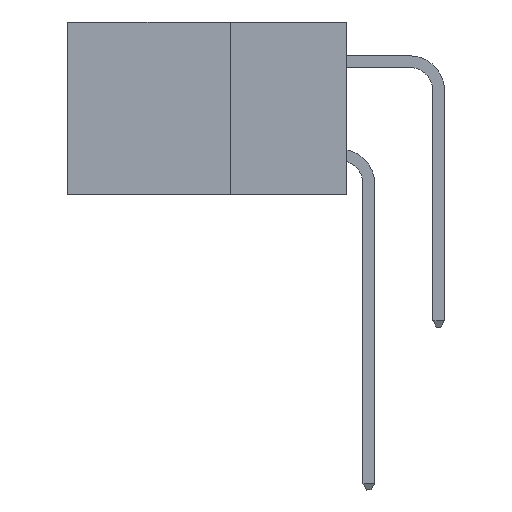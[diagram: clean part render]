
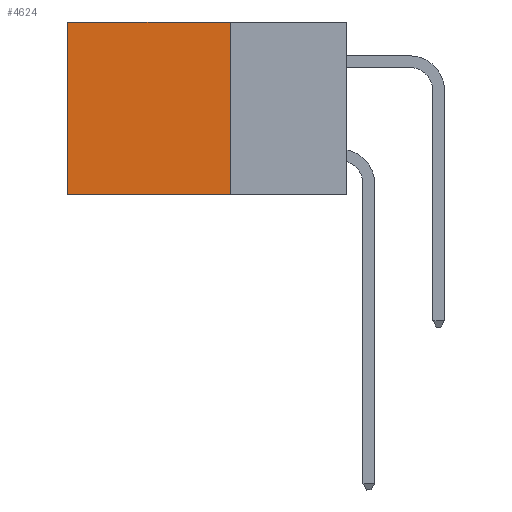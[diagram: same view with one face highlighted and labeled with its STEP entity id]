
A CAD part, left-side view. The second image highlights one B-rep face of the part: STEP entity #4624.
In plain terms, the highlighted planar face has unit normal (-1, 0, 0).
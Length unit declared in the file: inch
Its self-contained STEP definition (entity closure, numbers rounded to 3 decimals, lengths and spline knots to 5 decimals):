
#527 = VECTOR ( 'NONE', #17777, 39.37008 ) ;
#529 = VECTOR ( 'NONE', #12585, 39.37008 ) ;
#1330 = ORIENTED_EDGE ( 'NONE', *, *, #7276, .F. ) ;
#2330 = CARTESIAN_POINT ( 'NONE',  ( 0.2875, 0.6, 0. ) ) ;
#2714 = VERTEX_POINT ( 'NONE', #17356 ) ;
#3789 = CARTESIAN_POINT ( 'NONE',  ( 0.2875, 0.25, 0. ) ) ;
#4624 = ADVANCED_FACE ( 'NONE', ( #5893 ), #15568, .F. ) ;
#5329 = CARTESIAN_POINT ( 'NONE',  ( 0.2875, 0.25, -0.37 ) ) ;
#5758 = VECTOR ( 'NONE', #12538, 39.37008 ) ;
#5893 = FACE_OUTER_BOUND ( 'NONE', #18748, .T. ) ;
#6409 = LINE ( 'NONE', #16326, #529 ) ;
#6432 = EDGE_CURVE ( 'NONE', #2714, #23336, #8825, .T. ) ;
#7276 = EDGE_CURVE ( 'NONE', #12667, #23336, #6409, .T. ) ;
#7877 = ORIENTED_EDGE ( 'NONE', *, *, #21890, .F. ) ;
#8825 = LINE ( 'NONE', #2330, #24258 ) ;
#9695 = DIRECTION ( 'NONE',  ( 0., 0., -1. ) ) ;
#12538 = DIRECTION ( 'NONE',  ( 0., 0., -1. ) ) ;
#12585 = DIRECTION ( 'NONE',  ( 0., 1., 0. ) ) ;
#12667 = VERTEX_POINT ( 'NONE', #5329 ) ;
#12750 = CARTESIAN_POINT ( 'NONE',  ( 0.2875, 0.6, -0.37 ) ) ;
#13098 = CARTESIAN_POINT ( 'NONE',  ( 0.2875, 0.25, 0. ) ) ;
#14446 = CARTESIAN_POINT ( 'NONE',  ( 0.2875, 0.25, 0. ) ) ;
#14732 = ORIENTED_EDGE ( 'NONE', *, *, #20208, .T. ) ;
#15568 = PLANE ( 'NONE',  #21924 ) ;
#16132 = DIRECTION ( 'NONE',  ( 0., 0., -1. ) ) ;
#16326 = CARTESIAN_POINT ( 'NONE',  ( 0.2875, 0.25, -0.37 ) ) ;
#17356 = CARTESIAN_POINT ( 'NONE',  ( 0.2875, 0.6, 0. ) ) ;
#17765 = LINE ( 'NONE', #14446, #5758 ) ;
#17777 = DIRECTION ( 'NONE',  ( 0., 1., 0. ) ) ;
#18748 = EDGE_LOOP ( 'NONE', ( #23936, #1330, #7877, #14732 ) ) ;
#19743 = VERTEX_POINT ( 'NONE', #13098 ) ;
#20003 = LINE ( 'NONE', #23398, #527 ) ;
#20208 = EDGE_CURVE ( 'NONE', #19743, #2714, #20003, .T. ) ;
#21554 = DIRECTION ( 'NONE',  ( 1., 0., 0. ) ) ;
#21890 = EDGE_CURVE ( 'NONE', #19743, #12667, #17765, .T. ) ;
#21924 = AXIS2_PLACEMENT_3D ( 'NONE', #3789, #21554, #9695 ) ;
#23336 = VERTEX_POINT ( 'NONE', #12750 ) ;
#23398 = CARTESIAN_POINT ( 'NONE',  ( 0.2875, 0.25, 0. ) ) ;
#23936 = ORIENTED_EDGE ( 'NONE', *, *, #6432, .T. ) ;
#24258 = VECTOR ( 'NONE', #16132, 39.37008 ) ;
